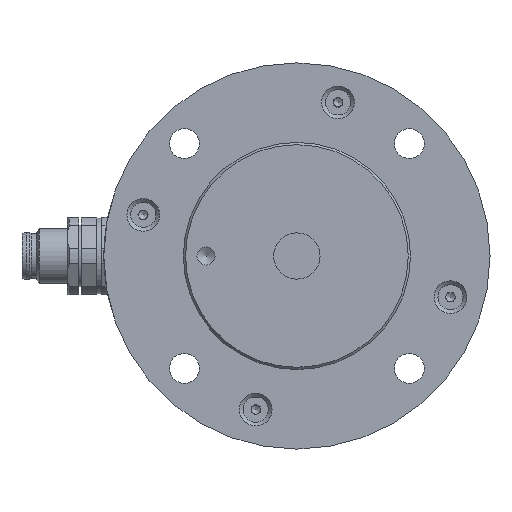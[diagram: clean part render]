
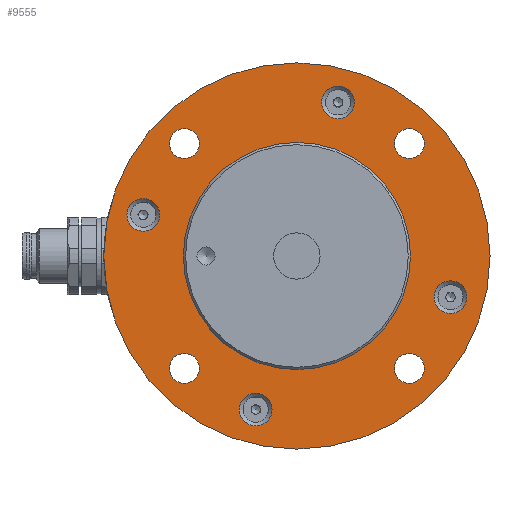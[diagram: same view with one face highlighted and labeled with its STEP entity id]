
A CAD part, left-side view. The second image highlights one B-rep face of the part: STEP entity #9555.
In plain terms, the highlighted planar face has unit normal (-1, 0, 0).
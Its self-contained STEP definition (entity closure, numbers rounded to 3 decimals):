
#305 = ORIENTED_EDGE ( 'NONE', *, *, #11651, .F. ) ;
#308 = DIRECTION ( 'NONE',  ( 0., 0., 1. ) ) ;
#351 = CARTESIAN_POINT ( 'NONE',  ( 0., 25., 0. ) ) ;
#359 = AXIS2_PLACEMENT_3D ( 'NONE', #14402, #5383, #9960 ) ;
#466 = EDGE_CURVE ( 'NONE', #4907, #4907, #2493, .T. ) ;
#470 = DIRECTION ( 'NONE',  ( -1., 0., 0. ) ) ;
#496 = VERTEX_POINT ( 'NONE', #5121 ) ;
#508 = CIRCLE ( 'NONE', #13276, 25. ) ;
#559 = DIRECTION ( 'NONE',  ( -1., 0., 0. ) ) ;
#630 = DIRECTION ( 'NONE',  ( 0., 0., 1. ) ) ;
#659 = VERTEX_POINT ( 'NONE', #7742 ) ;
#667 = FACE_BOUND ( 'NONE', #14231, .T. ) ;
#681 = ORIENTED_EDGE ( 'NONE', *, *, #12546, .F. ) ;
#778 = CARTESIAN_POINT ( 'NONE',  ( 0., 0., 0. ) ) ;
#924 = AXIS2_PLACEMENT_3D ( 'NONE', #11915, #559, #1690 ) ;
#1089 = DIRECTION ( 'NONE',  ( 0., 0., 1. ) ) ;
#1156 = CARTESIAN_POINT ( 'NONE',  ( 0., 33.807, -9.059 ) ) ;
#1192 = DIRECTION ( 'NONE',  ( -1., 0., 0. ) ) ;
#1257 = EDGE_LOOP ( 'NONE', ( #12406 ) ) ;
#1407 = CIRCLE ( 'NONE', #4317, 3.3 ) ;
#1690 = DIRECTION ( 'NONE',  ( 0., 0., 1. ) ) ;
#1732 = ORIENTED_EDGE ( 'NONE', *, *, #3491, .F. ) ;
#2285 = CIRCLE ( 'NONE', #359, 3.3 ) ;
#2493 = CIRCLE ( 'NONE', #14035, 42.5 ) ;
#2630 = DIRECTION ( 'NONE',  ( 0., 0., -1. ) ) ;
#2935 = FACE_BOUND ( 'NONE', #8268, .T. ) ;
#3491 = EDGE_CURVE ( 'NONE', #5493, #5493, #14631, .T. ) ;
#3839 = FACE_OUTER_BOUND ( 'NONE', #1257, .T. ) ;
#3953 = EDGE_CURVE ( 'NONE', #13742, #13742, #11035, .T. ) ;
#3962 = AXIS2_PLACEMENT_3D ( 'NONE', #351, #9860, #2630 ) ;
#4061 = FACE_BOUND ( 'NONE', #11662, .T. ) ;
#4214 = ORIENTED_EDGE ( 'NONE', *, *, #13282, .F. ) ;
#4255 = EDGE_LOOP ( 'NONE', ( #12139 ) ) ;
#4317 = AXIS2_PLACEMENT_3D ( 'NONE', #5340, #10825, #1089 ) ;
#4403 = CARTESIAN_POINT ( 'NONE',  ( 0., -24.749, -24.749 ) ) ;
#4829 = AXIS2_PLACEMENT_3D ( 'NONE', #1156, #5778, #9224 ) ;
#4907 = VERTEX_POINT ( 'NONE', #5821 ) ;
#5002 = EDGE_LOOP ( 'NONE', ( #1732 ) ) ;
#5056 = CIRCLE ( 'NONE', #13648, 3.6 ) ;
#5068 = CARTESIAN_POINT ( 'NONE',  ( 0., 9.059, 37.107 ) ) ;
#5121 = CARTESIAN_POINT ( 'NONE',  ( 0., -33.807, 12.359 ) ) ;
#5280 = FACE_BOUND ( 'NONE', #4255, .T. ) ;
#5340 = CARTESIAN_POINT ( 'NONE',  ( 0., -33.807, 9.059 ) ) ;
#5383 = DIRECTION ( 'NONE',  ( -1., 0., 0. ) ) ;
#5493 = VERTEX_POINT ( 'NONE', #5068 ) ;
#5551 = DIRECTION ( 'NONE',  ( -1., 0., 0. ) ) ;
#5778 = DIRECTION ( 'NONE',  ( -1., 0., 0. ) ) ;
#5821 = CARTESIAN_POINT ( 'NONE',  ( 0., 0., 42.5 ) ) ;
#5952 = EDGE_LOOP ( 'NONE', ( #4214 ) ) ;
#6276 = VERTEX_POINT ( 'NONE', #9493 ) ;
#6304 = DIRECTION ( 'NONE',  ( 0., 0., 1. ) ) ;
#6733 = ORIENTED_EDGE ( 'NONE', *, *, #3953, .F. ) ;
#6806 = DIRECTION ( 'NONE',  ( 0., 0., 1. ) ) ;
#7294 = FACE_BOUND ( 'NONE', #10317, .T. ) ;
#7337 = CARTESIAN_POINT ( 'NONE',  ( 0., 24.749, -24.749 ) ) ;
#7371 = FACE_BOUND ( 'NONE', #7787, .T. ) ;
#7410 = DIRECTION ( 'NONE',  ( -1., 0., 0. ) ) ;
#7540 = VERTEX_POINT ( 'NONE', #10998 ) ;
#7717 = AXIS2_PLACEMENT_3D ( 'NONE', #10803, #470, #6304 ) ;
#7742 = CARTESIAN_POINT ( 'NONE',  ( 0., -24.749, -21.149 ) ) ;
#7787 = EDGE_LOOP ( 'NONE', ( #681 ) ) ;
#8041 = VERTEX_POINT ( 'NONE', #13832 ) ;
#8268 = EDGE_LOOP ( 'NONE', ( #6733 ) ) ;
#9039 = CARTESIAN_POINT ( 'NONE',  ( 0., -24.749, 28.349 ) ) ;
#9052 = ORIENTED_EDGE ( 'NONE', *, *, #13908, .F. ) ;
#9193 = EDGE_CURVE ( 'NONE', #6276, #6276, #2285, .T. ) ;
#9224 = DIRECTION ( 'NONE',  ( 0., 0., 1. ) ) ;
#9493 = CARTESIAN_POINT ( 'NONE',  ( 0., -9.059, -30.507 ) ) ;
#9555 = ADVANCED_FACE ( 'NONE', ( #7294, #4061, #2935, #667, #5280, #10908, #7371, #3839, #14218, #13017 ), #12938, .F. ) ;
#9597 = DIRECTION ( 'NONE',  ( 0., 0., 1. ) ) ;
#9830 = DIRECTION ( 'NONE',  ( -1., 0., 0. ) ) ;
#9860 = DIRECTION ( 'NONE',  ( 1., 0., 0. ) ) ;
#9960 = DIRECTION ( 'NONE',  ( 0., 0., 1. ) ) ;
#9968 = DIRECTION ( 'NONE',  ( -1., 0., 0. ) ) ;
#10294 = CARTESIAN_POINT ( 'NONE',  ( 0., 24.749, 28.349 ) ) ;
#10317 = EDGE_LOOP ( 'NONE', ( #14109 ) ) ;
#10752 = CARTESIAN_POINT ( 'NONE',  ( 0., 24.749, -21.149 ) ) ;
#10803 = CARTESIAN_POINT ( 'NONE',  ( 0., -24.749, 24.749 ) ) ;
#10825 = DIRECTION ( 'NONE',  ( -1., 0., 0. ) ) ;
#10908 = FACE_BOUND ( 'NONE', #5952, .T. ) ;
#10998 = CARTESIAN_POINT ( 'NONE',  ( 0., 33.807, -5.759 ) ) ;
#11035 = CIRCLE ( 'NONE', #13199, 3.6 ) ;
#11459 = EDGE_CURVE ( 'NONE', #7540, #7540, #12496, .T. ) ;
#11651 = EDGE_CURVE ( 'NONE', #12545, #12545, #14198, .T. ) ;
#11662 = EDGE_LOOP ( 'NONE', ( #12773 ) ) ;
#11915 = CARTESIAN_POINT ( 'NONE',  ( 0., 9.059, 33.807 ) ) ;
#12139 = ORIENTED_EDGE ( 'NONE', *, *, #14342, .F. ) ;
#12406 = ORIENTED_EDGE ( 'NONE', *, *, #466, .T. ) ;
#12496 = CIRCLE ( 'NONE', #4829, 3.3 ) ;
#12545 = VERTEX_POINT ( 'NONE', #9039 ) ;
#12546 = EDGE_CURVE ( 'NONE', #8041, #8041, #508, .T. ) ;
#12628 = DIRECTION ( 'NONE',  ( 0., 0., 1. ) ) ;
#12773 = ORIENTED_EDGE ( 'NONE', *, *, #11459, .F. ) ;
#12938 = PLANE ( 'NONE',  #3962 ) ;
#12943 = AXIS2_PLACEMENT_3D ( 'NONE', #7337, #9830, #9597 ) ;
#13017 = FACE_BOUND ( 'NONE', #5002, .T. ) ;
#13085 = VERTEX_POINT ( 'NONE', #10752 ) ;
#13199 = AXIS2_PLACEMENT_3D ( 'NONE', #14020, #7410, #308 ) ;
#13276 = AXIS2_PLACEMENT_3D ( 'NONE', #14756, #1192, #12628 ) ;
#13282 = EDGE_CURVE ( 'NONE', #13085, #13085, #14864, .T. ) ;
#13361 = EDGE_LOOP ( 'NONE', ( #9052 ) ) ;
#13648 = AXIS2_PLACEMENT_3D ( 'NONE', #4403, #5551, #6806 ) ;
#13742 = VERTEX_POINT ( 'NONE', #10294 ) ;
#13832 = CARTESIAN_POINT ( 'NONE',  ( 0., 0., 25. ) ) ;
#13908 = EDGE_CURVE ( 'NONE', #496, #496, #1407, .T. ) ;
#14020 = CARTESIAN_POINT ( 'NONE',  ( 0., 24.749, 24.749 ) ) ;
#14035 = AXIS2_PLACEMENT_3D ( 'NONE', #778, #9968, #630 ) ;
#14109 = ORIENTED_EDGE ( 'NONE', *, *, #9193, .F. ) ;
#14198 = CIRCLE ( 'NONE', #7717, 3.6 ) ;
#14218 = FACE_BOUND ( 'NONE', #13361, .T. ) ;
#14231 = EDGE_LOOP ( 'NONE', ( #305 ) ) ;
#14342 = EDGE_CURVE ( 'NONE', #659, #659, #5056, .T. ) ;
#14402 = CARTESIAN_POINT ( 'NONE',  ( 0., -9.059, -33.807 ) ) ;
#14631 = CIRCLE ( 'NONE', #924, 3.3 ) ;
#14756 = CARTESIAN_POINT ( 'NONE',  ( 0., 0., 0. ) ) ;
#14864 = CIRCLE ( 'NONE', #12943, 3.6 ) ;
